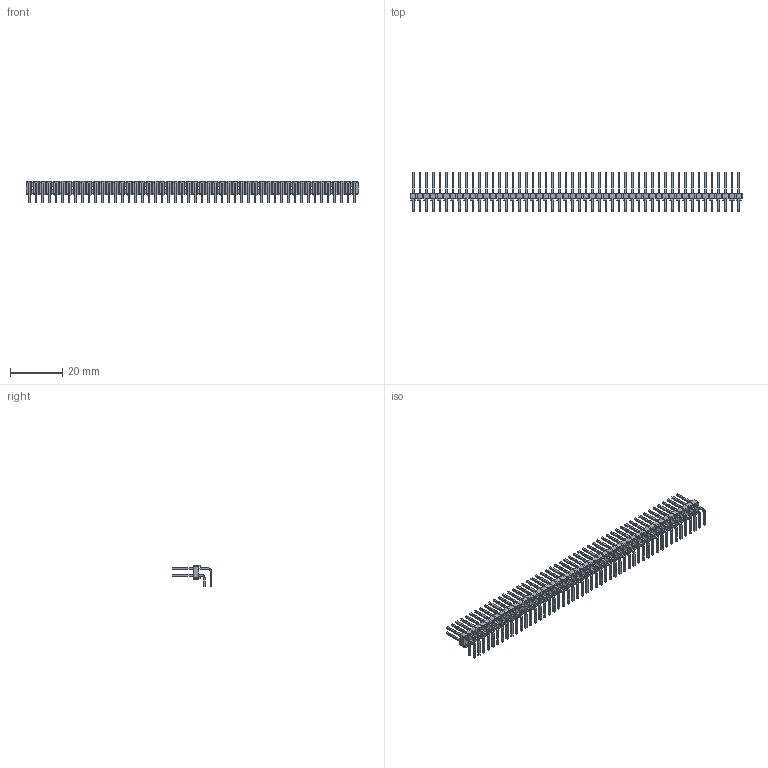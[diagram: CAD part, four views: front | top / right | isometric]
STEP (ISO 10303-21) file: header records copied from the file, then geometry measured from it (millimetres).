
FILE_DESCRIPTION((''),'2;1');
FILE_NAME('SAMTEC_TSW-150-25-F-D-RA.stp','2011-12-13T16:53:25',(''),(''),'Mechanical Desktop 2011','Mechanical Desktop 2011',', , ');
FILE_SCHEMA(('AUTOMOTIVE_DESIGN { 1 2 10303 214 1 1 1 1 }'));
Length unit declared in the file: millimetre
Products named in the file (1): Product
Bounding box: 127 x 15.05 x 8.1 mm (x, y, z)
Volume: 2530.7 mm3; surface area: 8937.1 mm2
Topology: 358 solids, 358 shells, 2762 faces, 6138 edges, 4092 vertices
Faces by surface type: plane 2145, bspline 421, cylinder 196
Entity records: 74836 total; most frequent: CARTESIAN_POINT 14312, ORIENTED_EDGE 12276, DIRECTION 11222, EDGE_CURVE 6138, VECTOR 5738, LINE 5738, VERTEX_POINT 4092, EDGE_LOOP 2762
